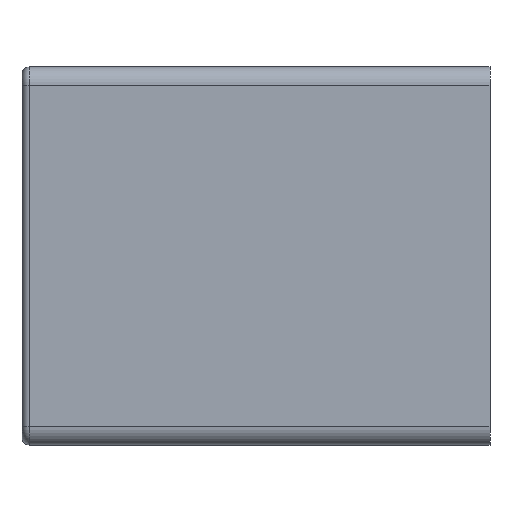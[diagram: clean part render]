
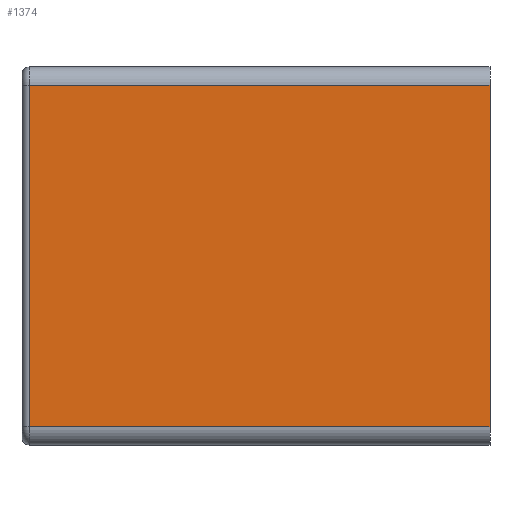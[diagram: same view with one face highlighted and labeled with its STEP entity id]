
A CAD part, front view. The second image highlights one B-rep face of the part: STEP entity #1374.
In plain terms, the highlighted planar face has unit normal (0, -1, 0).
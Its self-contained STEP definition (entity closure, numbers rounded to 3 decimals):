
#40=PLANE('',#1489);
#93=FACE_OUTER_BOUND('',#175,.T.);
#175=EDGE_LOOP('',(#954,#955,#956,#957));
#249=LINE('',#2073,#371);
#260=LINE('',#2125,#382);
#261=LINE('',#2129,#383);
#262=LINE('',#2130,#384);
#371=VECTOR('',#1630,10.);
#382=VECTOR('',#1691,10.);
#383=VECTOR('',#1696,10.);
#384=VECTOR('',#1697,10.);
#568=VERTEX_POINT('',#2066);
#571=VERTEX_POINT('',#2071);
#587=VERTEX_POINT('',#2124);
#588=VERTEX_POINT('',#2128);
#703=EDGE_CURVE('',#571,#568,#249,.T.);
#729=EDGE_CURVE('',#568,#587,#260,.T.);
#731=EDGE_CURVE('',#588,#571,#261,.T.);
#732=EDGE_CURVE('',#587,#588,#262,.T.);
#954=ORIENTED_EDGE('',*,*,#703,.F.);
#955=ORIENTED_EDGE('',*,*,#731,.F.);
#956=ORIENTED_EDGE('',*,*,#732,.F.);
#957=ORIENTED_EDGE('',*,*,#729,.F.);
#1374=ADVANCED_FACE('',(#93),#40,.T.);
#1489=AXIS2_PLACEMENT_3D('',#2127,#1694,#1695);
#1630=DIRECTION('',(0.,0.,1.));
#1691=DIRECTION('',(1.,0.,0.));
#1694=DIRECTION('center_axis',(0.,-1.,0.));
#1695=DIRECTION('ref_axis',(0.,0.,-1.));
#1696=DIRECTION('',(-1.,0.,0.));
#1697=DIRECTION('',(0.,0.,-1.));
#2066=CARTESIAN_POINT('',(-39.178,-20.5,15.763));
#2071=CARTESIAN_POINT('',(-39.178,-20.5,-2.9));
#2073=CARTESIAN_POINT('',(-39.178,-20.5,5.45));
#2124=CARTESIAN_POINT('',(-14.,-20.5,15.763));
#2125=CARTESIAN_POINT('',(-35.789,-20.5,15.763));
#2127=CARTESIAN_POINT('Origin',(-32.,-20.5,2.2));
#2128=CARTESIAN_POINT('',(-14.,-20.5,-2.9));
#2129=CARTESIAN_POINT('',(-30.75,-20.5,-2.9));
#2130=CARTESIAN_POINT('',(-14.,-20.5,-1.9));
